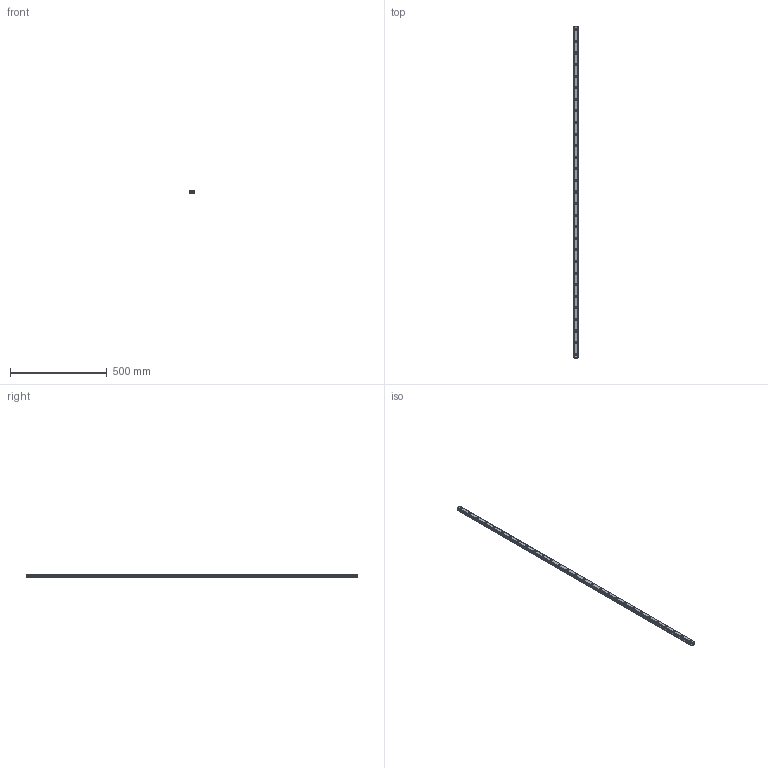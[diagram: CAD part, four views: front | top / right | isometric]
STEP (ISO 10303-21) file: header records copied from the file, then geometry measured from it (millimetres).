
FILE_DESCRIPTION(('STEP AP214'),'1');
FILE_NAME('cctmp_08607F61-8E2C-4135-94D2-F1BCACEB7E5D_2021_02_09_15_56_43_0335..stp','2021-02-09T14:56:43',('HIWIN GmbH'),('CADClick - www.CADClick.com'),'Spatial InterOp 3D',' ','unknown authorization');
FILE_SCHEMA(('AUTOMOTIVE_DESIGN'));
Length unit declared in the file: millimetre
Products named in the file (1): EGR25R1720C_FILE
Bounding box: 23 x 1720 x 18 mm (x, y, z)
Volume: 591209.3 mm3; surface area: 160326.6 mm2
Topology: 1 solids, 1 shells, 453 faces, 1167 edges, 778 vertices
Faces by surface type: plane 259, cylinder 194
Entity records: 17749 total; most frequent: DIRECTION 2695, CARTESIAN_POINT 2399, ORIENTED_EDGE 2334, EDGE_CURVE 1167, AXIS2_PLACEMENT_3D 1074, VERTEX_POINT 778, LINE 547, VECTOR 547
